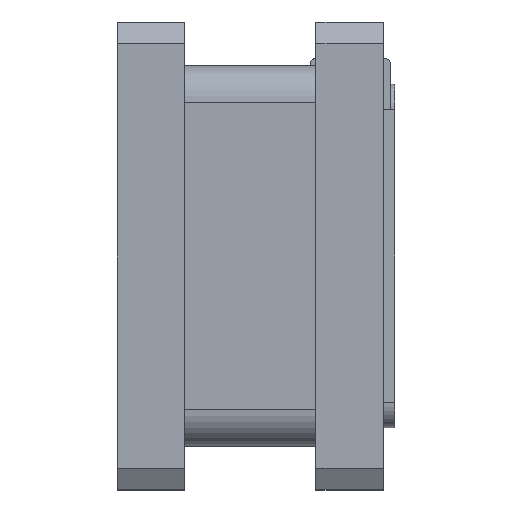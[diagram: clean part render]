
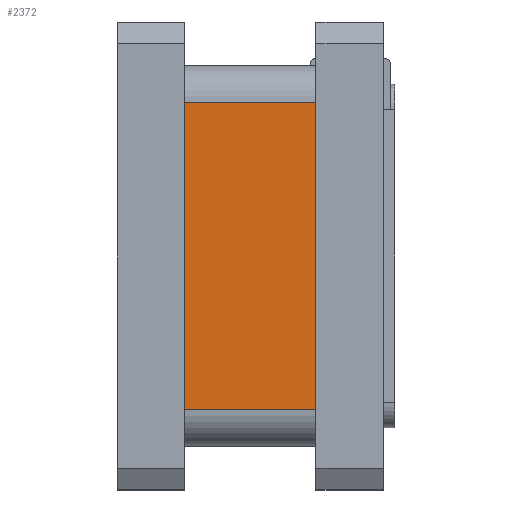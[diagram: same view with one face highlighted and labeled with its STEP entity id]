
A CAD part, left-side view. The second image highlights one B-rep face of the part: STEP entity #2372.
In plain terms, the highlighted planar face has unit normal (-1, 0, 0).
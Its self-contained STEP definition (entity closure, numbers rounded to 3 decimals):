
#26 = CARTESIAN_POINT ( 'NONE',  ( -0.9, 2.94, 0. ) ) ;
#56 = EDGE_CURVE ( 'NONE', #1366, #2131, #1788, .T. ) ;
#96 = EDGE_CURVE ( 'NONE', #1217, #1366, #991, .T. ) ;
#103 = FACE_OUTER_BOUND ( 'NONE', #1821, .T. ) ;
#122 = VECTOR ( 'NONE', #412, 1000. ) ;
#231 = CARTESIAN_POINT ( 'NONE',  ( -0.9, 0.27, 0.525 ) ) ;
#412 = DIRECTION ( 'NONE',  ( 0., -1., 0. ) ) ;
#433 = VERTEX_POINT ( 'NONE', #1761 ) ;
#445 = VECTOR ( 'NONE', #1262, 1000. ) ;
#492 = DIRECTION ( 'NONE',  ( 0., 0., 1. ) ) ;
#603 = ORIENTED_EDGE ( 'NONE', *, *, #1783, .T. ) ;
#684 = CARTESIAN_POINT ( 'NONE',  ( -0.9, 0.27, 0. ) ) ;
#895 = DIRECTION ( 'NONE',  ( 0., 0., 1. ) ) ;
#991 = LINE ( 'NONE', #1962, #122 ) ;
#1145 = VECTOR ( 'NONE', #2625, 1000. ) ;
#1161 = DIRECTION ( 'NONE',  ( -1., 0., 0. ) ) ;
#1217 = VERTEX_POINT ( 'NONE', #2528 ) ;
#1231 = VECTOR ( 'NONE', #895, 1000. ) ;
#1262 = DIRECTION ( 'NONE',  ( 0., 0., -1. ) ) ;
#1279 = ORIENTED_EDGE ( 'NONE', *, *, #56, .T. ) ;
#1322 = LINE ( 'NONE', #2787, #445 ) ;
#1366 = VERTEX_POINT ( 'NONE', #1474 ) ;
#1474 = CARTESIAN_POINT ( 'NONE',  ( -0.9, 0.27, -0.525 ) ) ;
#1761 = CARTESIAN_POINT ( 'NONE',  ( -0.9, 0.72, 0.525 ) ) ;
#1783 = EDGE_CURVE ( 'NONE', #433, #1217, #1322, .T. ) ;
#1788 = LINE ( 'NONE', #684, #1231 ) ;
#1790 = ORIENTED_EDGE ( 'NONE', *, *, #96, .T. ) ;
#1821 = EDGE_LOOP ( 'NONE', ( #2544, #603, #1790, #1279 ) ) ;
#1927 = CARTESIAN_POINT ( 'NONE',  ( -0.9, 2.94, 0.525 ) ) ;
#1929 = EDGE_CURVE ( 'NONE', #433, #2131, #2753, .T. ) ;
#1962 = CARTESIAN_POINT ( 'NONE',  ( -0.9, 2.94, -0.525 ) ) ;
#2059 = PLANE ( 'NONE',  #2182 ) ;
#2131 = VERTEX_POINT ( 'NONE', #231 ) ;
#2182 = AXIS2_PLACEMENT_3D ( 'NONE', #26, #1161, #492 ) ;
#2372 = ADVANCED_FACE ( 'NONE', ( #103 ), #2059, .T. ) ;
#2528 = CARTESIAN_POINT ( 'NONE',  ( -0.9, 0.72, -0.525 ) ) ;
#2544 = ORIENTED_EDGE ( 'NONE', *, *, #1929, .F. ) ;
#2625 = DIRECTION ( 'NONE',  ( 0., -1., 0. ) ) ;
#2753 = LINE ( 'NONE', #1927, #1145 ) ;
#2787 = CARTESIAN_POINT ( 'NONE',  ( -0.9, 0.72, 0. ) ) ;
